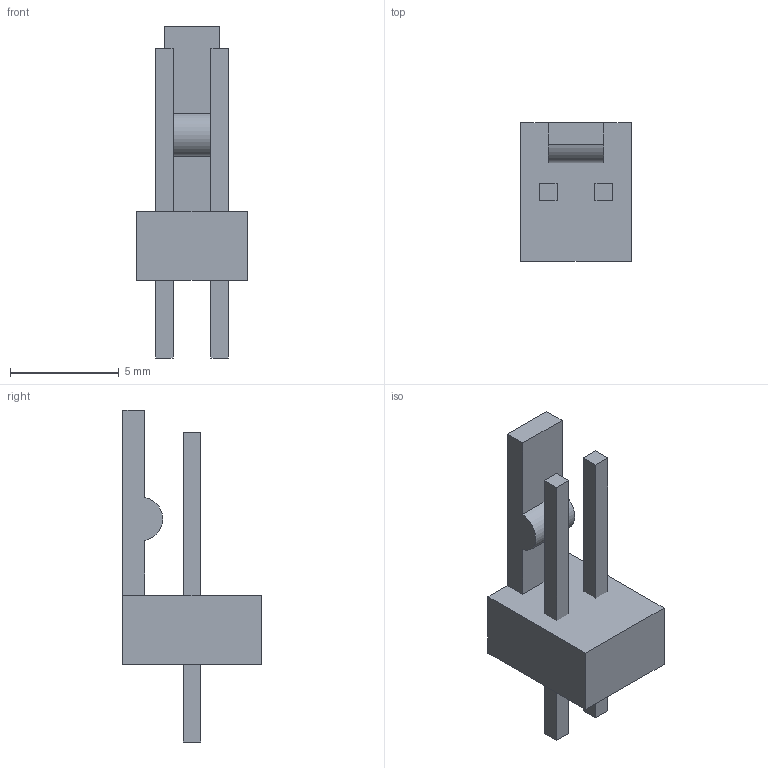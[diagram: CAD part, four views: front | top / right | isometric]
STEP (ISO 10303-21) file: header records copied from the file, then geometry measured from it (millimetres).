
FILE_DESCRIPTION (( 'STEP AP214' ), '1' );
FILE_NAME ('molex-22-27-2021.STEP', '2008-08-03T04:11:18', ( 'j' ), ( '' ), 'SwSTEP 2.0', 'SolidWorks 2004231', '' );
FILE_SCHEMA (( 'AUTOMOTIVE_DESIGN' ));
Length unit declared in the file: millimetre
Products named in the file (1): molex-22-27-2021
Bounding box: 5.08 x 6.35 x 15.24 mm (x, y, z)
Volume: 145.2 mm3; surface area: 295.4 mm2
Topology: 3 solids, 3 shells, 24 faces, 54 edges, 36 vertices
Faces by surface type: plane 23, cylinder 1
Entity records: 833 total; most frequent: CARTESIAN_POINT 115, ORIENTED_EDGE 108, DIRECTION 106, EDGE_CURVE 54, VECTOR 52, LINE 52, VERTEX_POINT 36, AXIS2_PLACEMENT_3D 27
